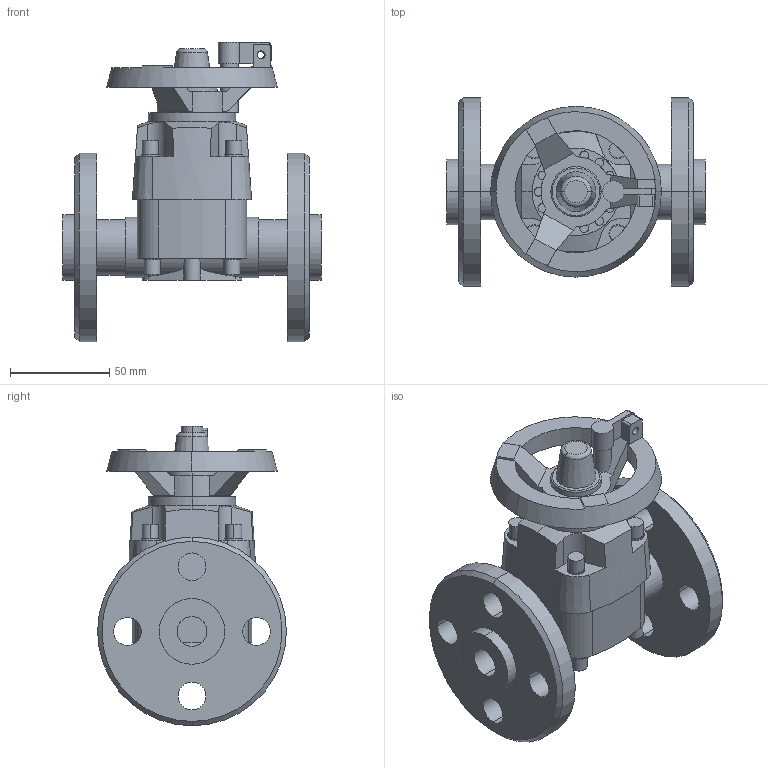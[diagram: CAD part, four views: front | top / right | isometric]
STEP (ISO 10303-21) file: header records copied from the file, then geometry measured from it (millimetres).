
FILE_DESCRIPTION(('STEP AP214'),'1');
FILE_NAME('cctmp_31672F5A-D7EF-4F1A-95EB-BCC7637F0C8D_2018_11_21_10_6_21_649..stp','2018-11-21T09:06:21',('Praher Valves GmbH'),('CADClick - www.CADClick.com'),'Spatial InterOp 3D',' ','unknown authorization');
FILE_SCHEMA(('AUTOMOTIVE_DESIGN'));
Length unit declared in the file: millimetre
Products named in the file (1): 120250
Bounding box: 130 x 95 x 150.8 mm (x, y, z)
Volume: 440020.9 mm3; surface area: 91942.5 mm2
Topology: 1 solids, 4 shells, 312 faces, 789 edges, 510 vertices
Faces by surface type: cylinder 154, plane 138, cone 16, torus 4
Entity records: 12306 total; most frequent: CARTESIAN_POINT 1914, DIRECTION 1798, ORIENTED_EDGE 1578, EDGE_CURVE 789, AXIS2_PLACEMENT_3D 736, VERTEX_POINT 510, CIRCLE 407, EDGE_LOOP 367
